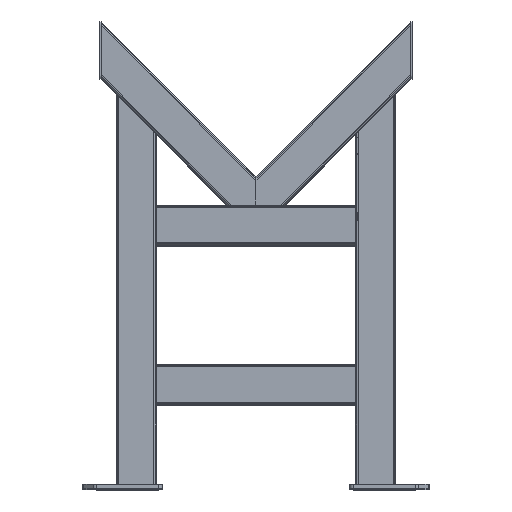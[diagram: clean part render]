
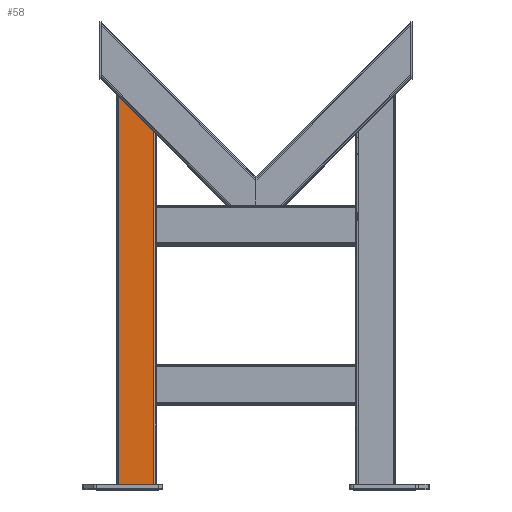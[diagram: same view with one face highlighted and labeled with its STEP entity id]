
A CAD part, top view. The second image highlights one B-rep face of the part: STEP entity #58.
In plain terms, the highlighted free-form (B-spline) face has degree [1, 1] with [2, 2] control points.
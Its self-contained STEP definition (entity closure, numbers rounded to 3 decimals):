
#24 = VERTEX_POINT('',#25);
#25 = CARTESIAN_POINT('',(-513.436,1452.68,
    74.627));
#40 = VERTEX_POINT('',#41);
#41 = CARTESIAN_POINT('',(-513.436,0.,
    74.627));
#47 = EDGE_CURVE('',#24,#40,#48,.T.);
#48 = B_SPLINE_CURVE_WITH_KNOTS('',1,(#49,#50),.UNSPECIFIED.,.F.,.F.,(2,
    2),(26.711,1000.),.PIECEWISE_BEZIER_KNOTS.);
#49 = CARTESIAN_POINT('',(-513.436,1452.68,
    74.627));
#50 = CARTESIAN_POINT('',(-513.436,0.,
    74.627));
#58 = ADVANCED_FACE('',(#59),#81,.F.);
#59 = FACE_BOUND('',#60,.T.);
#60 = EDGE_LOOP('',(#61,#68,#69,#76));
#61 = ORIENTED_EDGE('',*,*,#62,.F.);
#62 = EDGE_CURVE('',#24,#63,#65,.T.);
#63 = VERTEX_POINT('',#64);
#64 = CARTESIAN_POINT('',(-382.092,1321.336,
    74.627));
#65 = B_SPLINE_CURVE_WITH_KNOTS('',1,(#66,#67),.UNSPECIFIED.,.F.,.F.,(2,
    2),(163.511,287.961),.PIECEWISE_BEZIER_KNOTS.);
#66 = CARTESIAN_POINT('',(-513.436,1452.68,
    74.627));
#67 = CARTESIAN_POINT('',(-382.092,1321.336,
    74.627));
#68 = ORIENTED_EDGE('',*,*,#47,.T.);
#69 = ORIENTED_EDGE('',*,*,#70,.T.);
#70 = EDGE_CURVE('',#40,#71,#73,.T.);
#71 = VERTEX_POINT('',#72);
#72 = CARTESIAN_POINT('',(-382.092,0.,
    74.627));
#73 = B_SPLINE_CURVE_WITH_KNOTS('',1,(#74,#75),.UNSPECIFIED.,.F.,.F.,(2,
    2),(0.,88.),.PIECEWISE_BEZIER_KNOTS.);
#74 = CARTESIAN_POINT('',(-513.436,0.,
    74.627));
#75 = CARTESIAN_POINT('',(-382.092,0.,
    74.627));
#76 = ORIENTED_EDGE('',*,*,#77,.F.);
#77 = EDGE_CURVE('',#63,#71,#78,.T.);
#78 = B_SPLINE_CURVE_WITH_KNOTS('',1,(#79,#80),.UNSPECIFIED.,.F.,.F.,(2,
    2),(114.711,1000.),.PIECEWISE_BEZIER_KNOTS.);
#79 = CARTESIAN_POINT('',(-382.092,1321.336,
    74.627));
#80 = CARTESIAN_POINT('',(-382.092,0.,
    74.627));
#81 = B_SPLINE_SURFACE_WITH_KNOTS('',1,1,(
    (#82,#83)
    ,(#84,#85
    )),.UNSPECIFIED.,.F.,.F.,.F.,(2,2),(2,2),(-88.,0.),(
    -1000.,-26.711),.PIECEWISE_BEZIER_KNOTS.);
#82 = CARTESIAN_POINT('',(-382.092,0.,
    74.627));
#83 = CARTESIAN_POINT('',(-382.092,1452.68,
    74.627));
#84 = CARTESIAN_POINT('',(-513.436,0.,
    74.627));
#85 = CARTESIAN_POINT('',(-513.436,1452.68,
    74.627));
